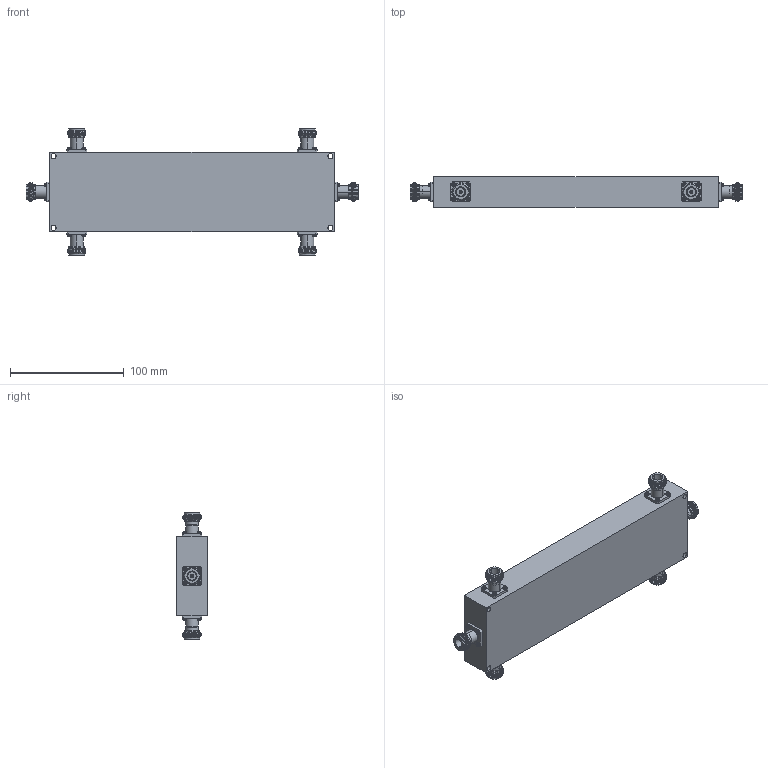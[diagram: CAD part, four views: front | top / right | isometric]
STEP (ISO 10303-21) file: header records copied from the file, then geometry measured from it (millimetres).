
FILE_DESCRIPTION (( 'STEP AP214' ), '1' );
FILE_NAME ('FMCP1146-30_3D.step', '2023-04-01T06:24:08', ( '' ), ( '' ), 'SwSTEP 2.0', 'SolidWorks 2022', '' );
FILE_SCHEMA (( 'AUTOMOTIVE_DESIGN' ));
Length unit declared in the file: millimetre
Products named in the file (4): Copy of PE4444^FMCP1146-30; FMCP1146-30_3D; COUPLER ENCLOSURE^FMCP1146-30; Copy of SCR,M2x4,RndHdSlot^FMCP1146-30
Assembly tree (31 placements, depth 2):
  FMCP1146-30_3D
    COUPLER ENCLOSURE^FMCP1146-30
    Copy of PE4444^FMCP1146-30  x6
    Copy of SCR,M2x4,RndHdSlot^FMCP1146-30  x24
Bounding box: 291.4 x 27 x 111.4 mm (x, y, z)
Volume: 487077.3 mm3; surface area: 70541.2 mm2
Topology: 31 solids, 37 shells, 1022 faces, 2424 edges, 1572 vertices
Faces by surface type: plane 414, cylinder 374, cone 132, torus 84, bspline 18
Entity records: 5832 total; most frequent: CARTESIAN_POINT 2061, DIRECTION 744, ORIENTED_EDGE 640, EDGE_CURVE 320, AXIS2_PLACEMENT_3D 300, VERTEX_POINT 207, EDGE_LOOP 159, VECTOR 144
